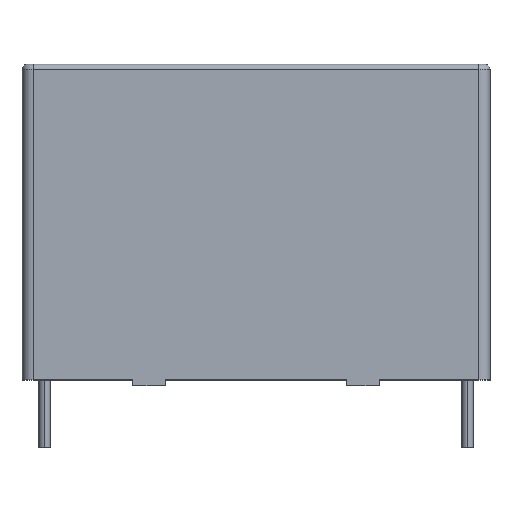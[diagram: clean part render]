
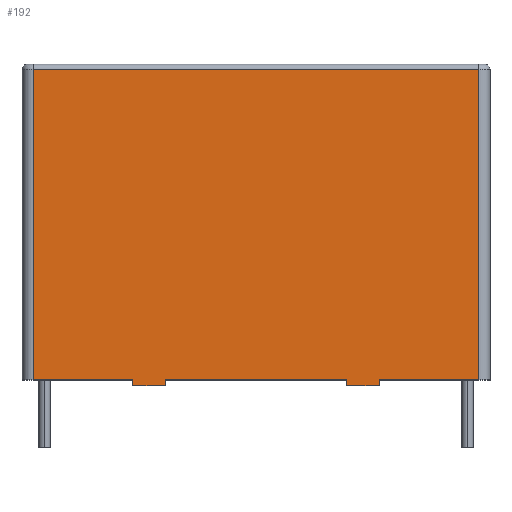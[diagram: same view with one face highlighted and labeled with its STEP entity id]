
A CAD part, top view. The second image highlights one B-rep face of the part: STEP entity #192.
In plain terms, the highlighted planar face has unit normal (0, 0, 1).
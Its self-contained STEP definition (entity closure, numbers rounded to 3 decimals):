
#3 = EDGE_CURVE ( 'NONE', #1210, #201, #1200, .T. ) ;
#8 = DIRECTION ( 'NONE',  ( 1., 0., 0. ) ) ;
#15 = CARTESIAN_POINT ( 'NONE',  ( -20.75, 0., 8. ) ) ;
#17 = CARTESIAN_POINT ( 'NONE',  ( -19.75, 28.5, 8. ) ) ;
#19 = VERTEX_POINT ( 'NONE', #592 ) ;
#23 = EDGE_CURVE ( 'NONE', #713, #577, #1004, .T. ) ;
#26 = DIRECTION ( 'NONE',  ( -1., 0., 0. ) ) ;
#42 = CARTESIAN_POINT ( 'NONE',  ( -20.75, 0., 8. ) ) ;
#54 = VERTEX_POINT ( 'NONE', #1106 ) ;
#74 = DIRECTION ( 'NONE',  ( 0., -1., 0. ) ) ;
#100 = VECTOR ( 'NONE', #737, 1000. ) ;
#103 = EDGE_CURVE ( 'NONE', #54, #765, #1025, .T. ) ;
#115 = DIRECTION ( 'NONE',  ( -1., 0., 0. ) ) ;
#135 = VERTEX_POINT ( 'NONE', #1132 ) ;
#142 = ORIENTED_EDGE ( 'NONE', *, *, #263, .T. ) ;
#192 = ADVANCED_FACE ( 'NONE', ( #1228 ), #963, .F. ) ;
#201 = VERTEX_POINT ( 'NONE', #432 ) ;
#213 = DIRECTION ( 'NONE',  ( -1., 0., 0. ) ) ;
#225 = ORIENTED_EDGE ( 'NONE', *, *, #103, .F. ) ;
#231 = VECTOR ( 'NONE', #213, 1000. ) ;
#249 = VECTOR ( 'NONE', #74, 1000. ) ;
#262 = CARTESIAN_POINT ( 'NONE',  ( 8.051, 0.5, 8. ) ) ;
#263 = EDGE_CURVE ( 'NONE', #339, #510, #634, .T. ) ;
#271 = CARTESIAN_POINT ( 'NONE',  ( -10.92, 0.5, 8. ) ) ;
#276 = VECTOR ( 'NONE', #331, 1000. ) ;
#294 = ORIENTED_EDGE ( 'NONE', *, *, #1097, .F. ) ;
#303 = CARTESIAN_POINT ( 'NONE',  ( -19.75, 0.5, 8. ) ) ;
#327 = CARTESIAN_POINT ( 'NONE',  ( -20.75, 28., 8. ) ) ;
#331 = DIRECTION ( 'NONE',  ( 1., 0., 0. ) ) ;
#333 = CARTESIAN_POINT ( 'NONE',  ( 0., 0.5, 8. ) ) ;
#339 = VERTEX_POINT ( 'NONE', #1079 ) ;
#367 = ORIENTED_EDGE ( 'NONE', *, *, #942, .T. ) ;
#410 = ORIENTED_EDGE ( 'NONE', *, *, #3, .T. ) ;
#415 = LINE ( 'NONE', #15, #493 ) ;
#424 = VECTOR ( 'NONE', #1041, 1000. ) ;
#429 = CARTESIAN_POINT ( 'NONE',  ( -8.051, 0., 8. ) ) ;
#431 = LINE ( 'NONE', #945, #231 ) ;
#432 = CARTESIAN_POINT ( 'NONE',  ( 8.051, 0., 8. ) ) ;
#442 = VECTOR ( 'NONE', #518, 1000. ) ;
#449 = VERTEX_POINT ( 'NONE', #271 ) ;
#493 = VECTOR ( 'NONE', #8, 1000. ) ;
#501 = CARTESIAN_POINT ( 'NONE',  ( 10.92, 0.5, 8. ) ) ;
#504 = EDGE_LOOP ( 'NONE', ( #910, #225, #725, #1220, #533, #142, #1266, #748, #367, #943, #294, #410 ) ) ;
#510 = VERTEX_POINT ( 'NONE', #303 ) ;
#518 = DIRECTION ( 'NONE',  ( 0., -1., 0. ) ) ;
#524 = LINE ( 'NONE', #1056, #424 ) ;
#533 = ORIENTED_EDGE ( 'NONE', *, *, #1156, .T. ) ;
#537 = VECTOR ( 'NONE', #1249, 1000. ) ;
#577 = VERTEX_POINT ( 'NONE', #429 ) ;
#592 = CARTESIAN_POINT ( 'NONE',  ( 19.75, 0.5, 8. ) ) ;
#595 = CARTESIAN_POINT ( 'NONE',  ( -8.051, 0.5, 8. ) ) ;
#618 = EDGE_CURVE ( 'NONE', #449, #135, #1278, .T. ) ;
#634 = LINE ( 'NONE', #17, #537 ) ;
#636 = EDGE_CURVE ( 'NONE', #449, #510, #1146, .T. ) ;
#682 = CARTESIAN_POINT ( 'NONE',  ( 19.75, 28., 8. ) ) ;
#691 = VECTOR ( 'NONE', #1153, 1000. ) ;
#713 = VERTEX_POINT ( 'NONE', #1072 ) ;
#725 = ORIENTED_EDGE ( 'NONE', *, *, #1102, .F. ) ;
#727 = LINE ( 'NONE', #745, #822 ) ;
#737 = DIRECTION ( 'NONE',  ( 0., -1., 0. ) ) ;
#745 = CARTESIAN_POINT ( 'NONE',  ( 0., 0.5, 8. ) ) ;
#748 = ORIENTED_EDGE ( 'NONE', *, *, #618, .T. ) ;
#757 = VERTEX_POINT ( 'NONE', #682 ) ;
#759 = VECTOR ( 'NONE', #1047, 1000. ) ;
#765 = VERTEX_POINT ( 'NONE', #898 ) ;
#778 = VECTOR ( 'NONE', #883, 1000. ) ;
#822 = VECTOR ( 'NONE', #115, 1000. ) ;
#849 = LINE ( 'NONE', #42, #276 ) ;
#883 = DIRECTION ( 'NONE',  ( 0., -1., 0. ) ) ;
#898 = CARTESIAN_POINT ( 'NONE',  ( 10.92, 0., 8. ) ) ;
#910 = ORIENTED_EDGE ( 'NONE', *, *, #1090, .T. ) ;
#924 = LINE ( 'NONE', #327, #691 ) ;
#942 = EDGE_CURVE ( 'NONE', #135, #577, #849, .T. ) ;
#943 = ORIENTED_EDGE ( 'NONE', *, *, #23, .F. ) ;
#945 = CARTESIAN_POINT ( 'NONE',  ( 0., 0.5, 8. ) ) ;
#963 = PLANE ( 'NONE',  #993 ) ;
#993 = AXIS2_PLACEMENT_3D ( 'NONE', #1148, #1074, #26 ) ;
#1004 = LINE ( 'NONE', #595, #249 ) ;
#1025 = LINE ( 'NONE', #501, #442 ) ;
#1032 = EDGE_CURVE ( 'NONE', #19, #757, #524, .T. ) ;
#1041 = DIRECTION ( 'NONE',  ( 0., 1., 0. ) ) ;
#1047 = DIRECTION ( 'NONE',  ( -1., 0., 0. ) ) ;
#1056 = CARTESIAN_POINT ( 'NONE',  ( 19.75, 28.5, 8. ) ) ;
#1072 = CARTESIAN_POINT ( 'NONE',  ( -8.051, 0.5, 8. ) ) ;
#1074 = DIRECTION ( 'NONE',  ( 0., 0., -1. ) ) ;
#1078 = CARTESIAN_POINT ( 'NONE',  ( 8.051, 0.5, 8. ) ) ;
#1079 = CARTESIAN_POINT ( 'NONE',  ( -19.75, 28., 8. ) ) ;
#1090 = EDGE_CURVE ( 'NONE', #201, #765, #415, .T. ) ;
#1097 = EDGE_CURVE ( 'NONE', #1210, #713, #431, .T. ) ;
#1102 = EDGE_CURVE ( 'NONE', #19, #54, #727, .T. ) ;
#1106 = CARTESIAN_POINT ( 'NONE',  ( 10.92, 0.5, 8. ) ) ;
#1132 = CARTESIAN_POINT ( 'NONE',  ( -10.92, 0., 8. ) ) ;
#1137 = CARTESIAN_POINT ( 'NONE',  ( -10.92, 0.5, 8. ) ) ;
#1146 = LINE ( 'NONE', #333, #759 ) ;
#1148 = CARTESIAN_POINT ( 'NONE',  ( -20.75, 28.5, 8. ) ) ;
#1153 = DIRECTION ( 'NONE',  ( -1., 0., 0. ) ) ;
#1156 = EDGE_CURVE ( 'NONE', #757, #339, #924, .T. ) ;
#1200 = LINE ( 'NONE', #262, #778 ) ;
#1210 = VERTEX_POINT ( 'NONE', #1078 ) ;
#1220 = ORIENTED_EDGE ( 'NONE', *, *, #1032, .T. ) ;
#1228 = FACE_OUTER_BOUND ( 'NONE', #504, .T. ) ;
#1249 = DIRECTION ( 'NONE',  ( 0., -1., 0. ) ) ;
#1266 = ORIENTED_EDGE ( 'NONE', *, *, #636, .F. ) ;
#1278 = LINE ( 'NONE', #1137, #100 ) ;
